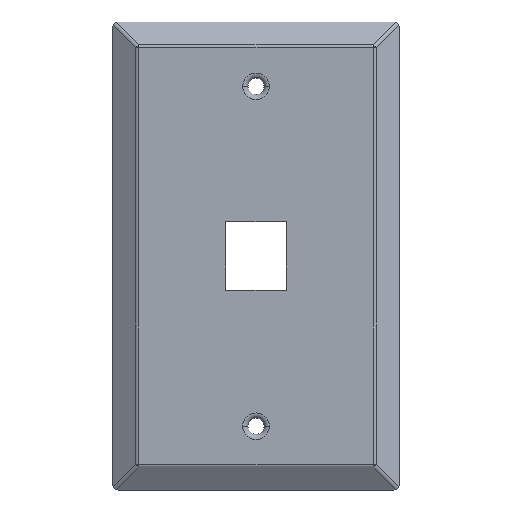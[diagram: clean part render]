
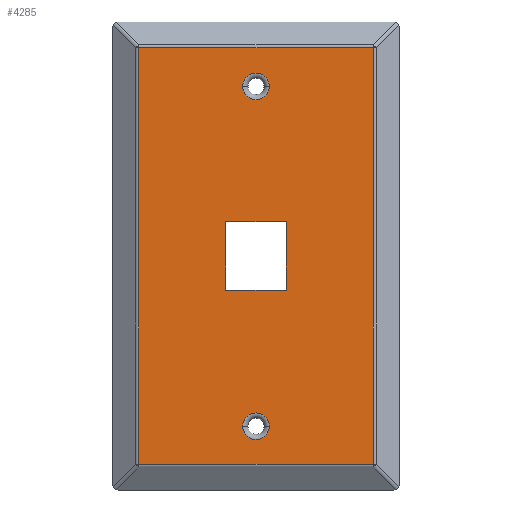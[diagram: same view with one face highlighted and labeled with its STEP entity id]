
A CAD part, top view. The second image highlights one B-rep face of the part: STEP entity #4285.
In plain terms, the highlighted planar face has unit normal (0, 0, 1).
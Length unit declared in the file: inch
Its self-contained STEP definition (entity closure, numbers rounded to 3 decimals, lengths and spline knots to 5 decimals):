
#166 = EDGE_CURVE ( 'NONE', #8705, #349, #1233, .T. ) ;
#191 = CIRCLE ( 'NONE', #6739, 0.128 ) ;
#199 = VERTEX_POINT ( 'NONE', #1799 ) ;
#241 = EDGE_CURVE ( 'NONE', #349, #1984, #1102, .T. ) ;
#349 = VERTEX_POINT ( 'NONE', #8401 ) ;
#359 = EDGE_CURVE ( 'NONE', #1736, #7894, #191, .T. ) ;
#373 = ORIENTED_EDGE ( 'NONE', *, *, #4017, .T. ) ;
#477 = DIRECTION ( 'NONE',  ( -1., 0., 0. ) ) ;
#503 = VECTOR ( 'NONE', #8261, 39.37008 ) ;
#545 = VERTEX_POINT ( 'NONE', #3889 ) ;
#587 = CARTESIAN_POINT ( 'NONE',  ( 0., 1.633, 0.189 ) ) ;
#757 = CARTESIAN_POINT ( 'NONE',  ( 0., -1.64022, 0.189 ) ) ;
#774 = DIRECTION ( 'NONE',  ( 0., -1., 0. ) ) ;
#892 = VERTEX_POINT ( 'NONE', #8353 ) ;
#914 = ORIENTED_EDGE ( 'NONE', *, *, #6375, .T. ) ;
#927 = VECTOR ( 'NONE', #7522, 39.37008 ) ;
#1088 = ORIENTED_EDGE ( 'NONE', *, *, #5754, .T. ) ;
#1102 = LINE ( 'NONE', #3955, #927 ) ;
#1154 = ORIENTED_EDGE ( 'NONE', *, *, #166, .T. ) ;
#1167 = DIRECTION ( 'NONE',  ( 0., 1., 0. ) ) ;
#1233 = LINE ( 'NONE', #9059, #503 ) ;
#1264 = FACE_OUTER_BOUND ( 'NONE', #5392, .T. ) ;
#1309 = EDGE_CURVE ( 'NONE', #1984, #199, #3064, .T. ) ;
#1466 = DIRECTION ( 'NONE',  ( 0., 0., -1. ) ) ;
#1736 = VERTEX_POINT ( 'NONE', #3274 ) ;
#1799 = CARTESIAN_POINT ( 'NONE',  ( 0.2915, 0.3285, 0.189 ) ) ;
#1978 = CARTESIAN_POINT ( 'NONE',  ( -1.12842, -2.00441, 0.189 ) ) ;
#1984 = VERTEX_POINT ( 'NONE', #5782 ) ;
#2039 = DIRECTION ( 'NONE',  ( 0., 0., -1. ) ) ;
#2048 = DIRECTION ( 'NONE',  ( 0., 0., -1. ) ) ;
#2053 = EDGE_CURVE ( 'NONE', #8770, #892, #7503, .T. ) ;
#2083 = LINE ( 'NONE', #3536, #3149 ) ;
#2275 = EDGE_LOOP ( 'NONE', ( #7491, #2786 ) ) ;
#2337 = CARTESIAN_POINT ( 'NONE',  ( 0.128, 1.633, 0.189 ) ) ;
#2364 = VECTOR ( 'NONE', #8784, 39.37008 ) ;
#2655 = CARTESIAN_POINT ( 'NONE',  ( 0., 0., 0.189 ) ) ;
#2743 = CARTESIAN_POINT ( 'NONE',  ( -0.128, -1.64022, 0.189 ) ) ;
#2767 = DIRECTION ( 'NONE',  ( -1., 0., 0. ) ) ;
#2786 = ORIENTED_EDGE ( 'NONE', *, *, #359, .T. ) ;
#2866 = VECTOR ( 'NONE', #477, 39.37008 ) ;
#3018 = EDGE_LOOP ( 'NONE', ( #7455, #4728 ) ) ;
#3064 = LINE ( 'NONE', #4706, #2364 ) ;
#3137 = CIRCLE ( 'NONE', #7748, 0.128 ) ;
#3149 = VECTOR ( 'NONE', #774, 39.37008 ) ;
#3187 = CARTESIAN_POINT ( 'NONE',  ( 0., 1.633, 0.189 ) ) ;
#3274 = CARTESIAN_POINT ( 'NONE',  ( 0.128, -1.64022, 0.189 ) ) ;
#3304 = EDGE_CURVE ( 'NONE', #545, #8792, #3137, .T. ) ;
#3394 = DIRECTION ( 'NONE',  ( -1., 0., 0. ) ) ;
#3401 = FACE_BOUND ( 'NONE', #2275, .T. ) ;
#3455 = PLANE ( 'NONE',  #8187 ) ;
#3536 = CARTESIAN_POINT ( 'NONE',  ( 0.2915, -0.3285, 0.189 ) ) ;
#3788 = CIRCLE ( 'NONE', #8986, 0.128 ) ;
#3819 = VERTEX_POINT ( 'NONE', #9000 ) ;
#3889 = CARTESIAN_POINT ( 'NONE',  ( -0.128, 1.633, 0.189 ) ) ;
#3921 = CARTESIAN_POINT ( 'NONE',  ( -1.12842, -2.01969, 0.189 ) ) ;
#3955 = CARTESIAN_POINT ( 'NONE',  ( -0.2915, -0.3285, 0.189 ) ) ;
#4017 = EDGE_CURVE ( 'NONE', #3819, #6319, #7445, .T. ) ;
#4036 = LINE ( 'NONE', #4086, #2866 ) ;
#4069 = FACE_BOUND ( 'NONE', #3018, .T. ) ;
#4086 = CARTESIAN_POINT ( 'NONE',  ( -1.14371, 2.00441, 0.189 ) ) ;
#4285 = ADVANCED_FACE ( 'NONE', ( #8385, #3401, #4069, #1264 ), #3455, .F. ) ;
#4412 = EDGE_CURVE ( 'NONE', #6319, #8770, #5684, .T. ) ;
#4491 = AXIS2_PLACEMENT_3D ( 'NONE', #7876, #5836, #7834 ) ;
#4706 = CARTESIAN_POINT ( 'NONE',  ( 0.2915, 0.3285, 0.189 ) ) ;
#4728 = ORIENTED_EDGE ( 'NONE', *, *, #7799, .T. ) ;
#5034 = EDGE_CURVE ( 'NONE', #7894, #1736, #8494, .T. ) ;
#5392 = EDGE_LOOP ( 'NONE', ( #8911, #914, #373, #8491 ) ) ;
#5553 = DIRECTION ( 'NONE',  ( -1., 0., 0. ) ) ;
#5684 = LINE ( 'NONE', #7777, #6406 ) ;
#5754 = EDGE_CURVE ( 'NONE', #199, #8705, #2083, .T. ) ;
#5782 = CARTESIAN_POINT ( 'NONE',  ( -0.2915, 0.3285, 0.189 ) ) ;
#5824 = VECTOR ( 'NONE', #8038, 39.37008 ) ;
#5836 = DIRECTION ( 'NONE',  ( 0., 0., -1. ) ) ;
#6066 = CARTESIAN_POINT ( 'NONE',  ( 1.12842, 2.01969, 0.189 ) ) ;
#6319 = VERTEX_POINT ( 'NONE', #1978 ) ;
#6375 = EDGE_CURVE ( 'NONE', #892, #3819, #4036, .T. ) ;
#6406 = VECTOR ( 'NONE', #6474, 39.37008 ) ;
#6474 = DIRECTION ( 'NONE',  ( 1., 0., 0. ) ) ;
#6739 = AXIS2_PLACEMENT_3D ( 'NONE', #757, #1466, #2767 ) ;
#6860 = DIRECTION ( 'NONE',  ( -1., 0., 0. ) ) ;
#7134 = CARTESIAN_POINT ( 'NONE',  ( 0.2915, -0.3285, 0.189 ) ) ;
#7445 = LINE ( 'NONE', #3921, #5824 ) ;
#7455 = ORIENTED_EDGE ( 'NONE', *, *, #3304, .T. ) ;
#7491 = ORIENTED_EDGE ( 'NONE', *, *, #5034, .T. ) ;
#7503 = LINE ( 'NONE', #6066, #7731 ) ;
#7522 = DIRECTION ( 'NONE',  ( 0., 1., 0. ) ) ;
#7548 = ORIENTED_EDGE ( 'NONE', *, *, #1309, .T. ) ;
#7731 = VECTOR ( 'NONE', #1167, 39.37008 ) ;
#7748 = AXIS2_PLACEMENT_3D ( 'NONE', #3187, #8255, #6860 ) ;
#7777 = CARTESIAN_POINT ( 'NONE',  ( 1.14371, -2.00441, 0.189 ) ) ;
#7799 = EDGE_CURVE ( 'NONE', #8792, #545, #3788, .T. ) ;
#7834 = DIRECTION ( 'NONE',  ( -1., 0., 0. ) ) ;
#7876 = CARTESIAN_POINT ( 'NONE',  ( 0., -1.64022, 0.189 ) ) ;
#7894 = VERTEX_POINT ( 'NONE', #2743 ) ;
#7977 = EDGE_LOOP ( 'NONE', ( #1154, #8077, #7548, #1088 ) ) ;
#8038 = DIRECTION ( 'NONE',  ( 0., -1., 0. ) ) ;
#8077 = ORIENTED_EDGE ( 'NONE', *, *, #241, .T. ) ;
#8187 = AXIS2_PLACEMENT_3D ( 'NONE', #2655, #2048, #5553 ) ;
#8255 = DIRECTION ( 'NONE',  ( 0., 0., -1. ) ) ;
#8261 = DIRECTION ( 'NONE',  ( -1., 0., 0. ) ) ;
#8353 = CARTESIAN_POINT ( 'NONE',  ( 1.12842, 2.00441, 0.189 ) ) ;
#8385 = FACE_BOUND ( 'NONE', #7977, .T. ) ;
#8401 = CARTESIAN_POINT ( 'NONE',  ( -0.2915, -0.3285, 0.189 ) ) ;
#8491 = ORIENTED_EDGE ( 'NONE', *, *, #4412, .T. ) ;
#8494 = CIRCLE ( 'NONE', #4491, 0.128 ) ;
#8670 = CARTESIAN_POINT ( 'NONE',  ( 1.12842, -2.00441, 0.189 ) ) ;
#8705 = VERTEX_POINT ( 'NONE', #7134 ) ;
#8770 = VERTEX_POINT ( 'NONE', #8670 ) ;
#8784 = DIRECTION ( 'NONE',  ( 1., 0., 0. ) ) ;
#8792 = VERTEX_POINT ( 'NONE', #2337 ) ;
#8911 = ORIENTED_EDGE ( 'NONE', *, *, #2053, .T. ) ;
#8986 = AXIS2_PLACEMENT_3D ( 'NONE', #587, #2039, #3394 ) ;
#9000 = CARTESIAN_POINT ( 'NONE',  ( -1.12842, 2.00441, 0.189 ) ) ;
#9059 = CARTESIAN_POINT ( 'NONE',  ( 0.2915, -0.3285, 0.189 ) ) ;
